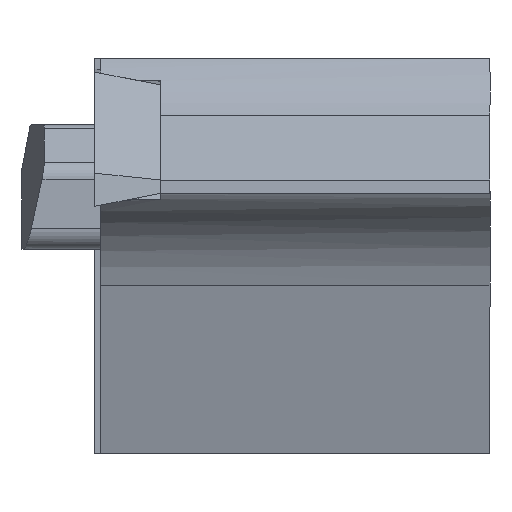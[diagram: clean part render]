
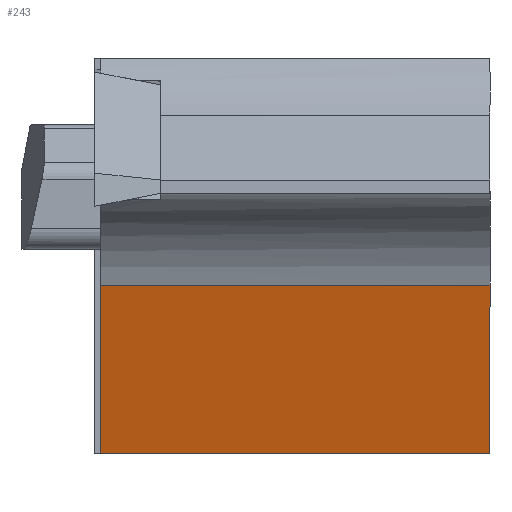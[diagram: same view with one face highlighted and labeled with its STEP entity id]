
A CAD part, left-side view. The second image highlights one B-rep face of the part: STEP entity #243.
In plain terms, the highlighted planar face has unit normal (-0.966, 0, -0.259).
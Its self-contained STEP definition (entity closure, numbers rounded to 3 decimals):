
#36 = AXIS2_PLACEMENT_3D ( 'NONE', #280, #1230, #883 ) ;
#191 = EDGE_LOOP ( 'NONE', ( #1132, #1438, #309, #687 ) ) ;
#209 = CARTESIAN_POINT ( 'NONE',  ( -110.614, -19.05, -38.1 ) ) ;
#243 = ADVANCED_FACE ( 'NONE', ( #1200 ), #1594, .F. ) ;
#277 = CARTESIAN_POINT ( 'NONE',  ( -112.792, -0.3, -29.975 ) ) ;
#280 = CARTESIAN_POINT ( 'NONE',  ( -112.792, 159.838, -29.975 ) ) ;
#281 = VERTEX_POINT ( 'NONE', #1506 ) ;
#309 = ORIENTED_EDGE ( 'NONE', *, *, #595, .T. ) ;
#383 = DIRECTION ( 'NONE',  ( 0.259, 0., -0.966 ) ) ;
#412 = EDGE_CURVE ( 'NONE', #281, #1334, #975, .T. ) ;
#440 = EDGE_CURVE ( 'NONE', #1486, #1288, #765, .T. ) ;
#465 = LINE ( 'NONE', #1122, #1585 ) ;
#546 = CARTESIAN_POINT ( 'NONE',  ( -112.792, 159.838, -29.975 ) ) ;
#567 = VECTOR ( 'NONE', #383, 1000. ) ;
#571 = DIRECTION ( 'NONE',  ( 0., -1., 0. ) ) ;
#595 = EDGE_CURVE ( 'NONE', #1486, #1334, #465, .T. ) ;
#687 = ORIENTED_EDGE ( 'NONE', *, *, #412, .F. ) ;
#765 = LINE ( 'NONE', #1118, #861 ) ;
#767 = CARTESIAN_POINT ( 'NONE',  ( -110.614, -0.3, -38.1 ) ) ;
#861 = VECTOR ( 'NONE', #1579, 1000. ) ;
#883 = DIRECTION ( 'NONE',  ( -0.259, 0., 0.966 ) ) ;
#975 = LINE ( 'NONE', #546, #1417 ) ;
#992 = DIRECTION ( 'NONE',  ( -0.259, 0., 0.966 ) ) ;
#1118 = CARTESIAN_POINT ( 'NONE',  ( -110.614, -19.05, -38.1 ) ) ;
#1122 = CARTESIAN_POINT ( 'NONE',  ( -103.205, -19.05, -65.754 ) ) ;
#1132 = ORIENTED_EDGE ( 'NONE', *, *, #1336, .T. ) ;
#1200 = FACE_OUTER_BOUND ( 'NONE', #191, .T. ) ;
#1230 = DIRECTION ( 'NONE',  ( 0.966, 0., 0.259 ) ) ;
#1288 = VERTEX_POINT ( 'NONE', #767 ) ;
#1334 = VERTEX_POINT ( 'NONE', #1527 ) ;
#1336 = EDGE_CURVE ( 'NONE', #281, #1288, #1564, .T. ) ;
#1417 = VECTOR ( 'NONE', #571, 1000. ) ;
#1438 = ORIENTED_EDGE ( 'NONE', *, *, #440, .F. ) ;
#1486 = VERTEX_POINT ( 'NONE', #209 ) ;
#1506 = CARTESIAN_POINT ( 'NONE',  ( -112.792, -0.3, -29.975 ) ) ;
#1527 = CARTESIAN_POINT ( 'NONE',  ( -112.792, -19.05, -29.975 ) ) ;
#1564 = LINE ( 'NONE', #277, #567 ) ;
#1579 = DIRECTION ( 'NONE',  ( 0., 1., 0. ) ) ;
#1585 = VECTOR ( 'NONE', #992, 1000. ) ;
#1594 = PLANE ( 'NONE',  #36 ) ;
